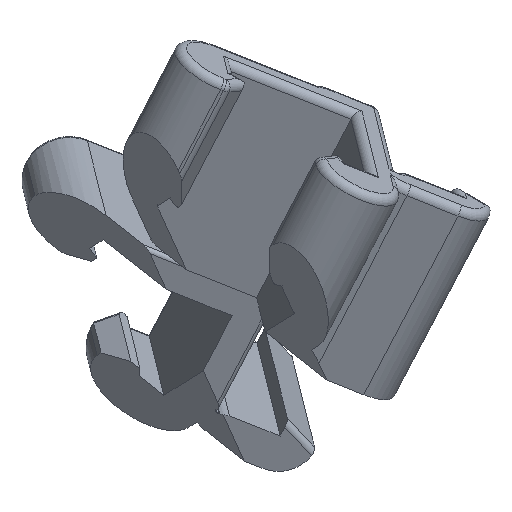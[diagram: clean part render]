
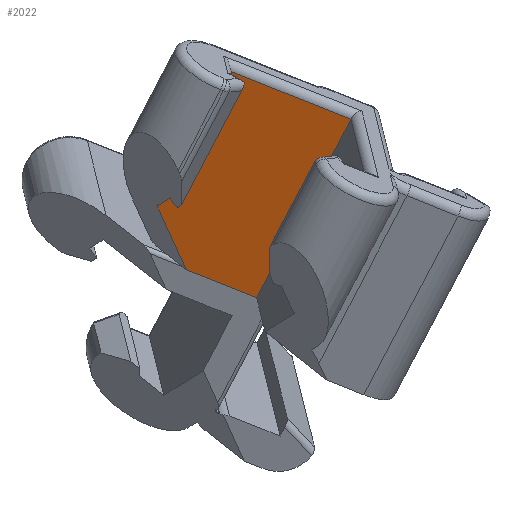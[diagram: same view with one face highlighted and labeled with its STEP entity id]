
A CAD part, left-side view. The second image highlights one B-rep face of the part: STEP entity #2022.
In plain terms, the highlighted face is planar.
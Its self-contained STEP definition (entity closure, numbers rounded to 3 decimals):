
#53 = PLANE ( 'NONE',  #2985 ) ;
#209 = VECTOR ( 'NONE', #5360, 1000. ) ;
#212 = EDGE_CURVE ( 'NONE', #3615, #2579, #5125, .T. ) ;
#234 = CARTESIAN_POINT ( 'NONE',  ( -3.994, -0.769, 10.446 ) ) ;
#316 = LINE ( 'NONE', #3696, #209 ) ;
#617 = CARTESIAN_POINT ( 'NONE',  ( -8.867, 10.453, 0. ) ) ;
#719 = EDGE_CURVE ( 'NONE', #3110, #2232, #3823, .T. ) ;
#816 = VECTOR ( 'NONE', #2868, 1000. ) ;
#899 = VECTOR ( 'NONE', #4827, 1000. ) ;
#960 = EDGE_CURVE ( 'NONE', #1746, #2579, #5315, .T. ) ;
#1037 = CARTESIAN_POINT ( 'NONE',  ( -8.674, 6.798, 4.501 ) ) ;
#1360 = CARTESIAN_POINT ( 'NONE',  ( -2.957, 6.798, 0. ) ) ;
#1738 = LINE ( 'NONE', #5121, #3908 ) ;
#1746 = VERTEX_POINT ( 'NONE', #2689 ) ;
#1759 = CARTESIAN_POINT ( 'NONE',  ( -15.809, -0.769, 19.748 ) ) ;
#2022 = ADVANCED_FACE ( 'NONE', ( #3872 ), #53, .T. ) ;
#2138 = ORIENTED_EDGE ( 'NONE', *, *, #2796, .F. ) ;
#2232 = VERTEX_POINT ( 'NONE', #1037 ) ;
#2579 = VERTEX_POINT ( 'NONE', #3735 ) ;
#2689 = CARTESIAN_POINT ( 'NONE',  ( 1.537, 2.484, 1.952 ) ) ;
#2796 = EDGE_CURVE ( 'NONE', #3110, #1746, #1738, .T. ) ;
#2868 = DIRECTION ( 'NONE',  ( -0.437, 0.707, -0.556 ) ) ;
#2922 = EDGE_LOOP ( 'NONE', ( #2138, #3273, #4352, #3323, #3386 ) ) ;
#2985 = AXIS2_PLACEMENT_3D ( 'NONE', #1759, #4328, #3903 ) ;
#3007 = EDGE_CURVE ( 'NONE', #2232, #3615, #316, .T. ) ;
#3110 = VERTEX_POINT ( 'NONE', #5131 ) ;
#3273 = ORIENTED_EDGE ( 'NONE', *, *, #719, .T. ) ;
#3323 = ORIENTED_EDGE ( 'NONE', *, *, #212, .T. ) ;
#3386 = ORIENTED_EDGE ( 'NONE', *, *, #960, .F. ) ;
#3493 = DIRECTION ( 'NONE',  ( 0.786, 0., -0.619 ) ) ;
#3615 = VERTEX_POINT ( 'NONE', #1360 ) ;
#3696 = CARTESIAN_POINT ( 'NONE',  ( -20.489, 6.798, 13.803 ) ) ;
#3735 = CARTESIAN_POINT ( 'NONE',  ( 0., 4.968, 0. ) ) ;
#3823 = LINE ( 'NONE', #234, #5140 ) ;
#3872 = FACE_OUTER_BOUND ( 'NONE', #2922, .T. ) ;
#3903 = DIRECTION ( 'NONE',  ( -0.437, 0.707, -0.556 ) ) ;
#3908 = VECTOR ( 'NONE', #3493, 1000. ) ;
#4328 = DIRECTION ( 'NONE',  ( -0.437, -0.707, -0.556 ) ) ;
#4352 = ORIENTED_EDGE ( 'NONE', *, *, #3007, .T. ) ;
#4827 = DIRECTION ( 'NONE',  ( 0.85, -0.526, 0. ) ) ;
#4955 = CARTESIAN_POINT ( 'NONE',  ( 3.549, -0.769, 4.508 ) ) ;
#5121 = CARTESIAN_POINT ( 'NONE',  ( -17.821, 2.484, 17.192 ) ) ;
#5125 = LINE ( 'NONE', #617, #899 ) ;
#5131 = CARTESIAN_POINT ( 'NONE',  ( -6.006, 2.484, 7.89 ) ) ;
#5140 = VECTOR ( 'NONE', #5281, 1000. ) ;
#5281 = DIRECTION ( 'NONE',  ( -0.437, 0.707, -0.556 ) ) ;
#5315 = LINE ( 'NONE', #4955, #816 ) ;
#5360 = DIRECTION ( 'NONE',  ( 0.786, 0., -0.619 ) ) ;
